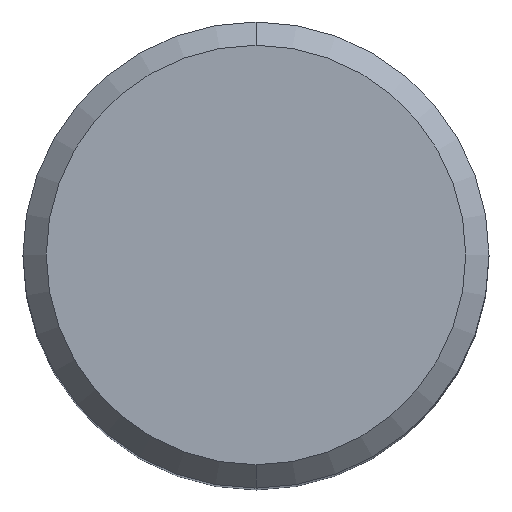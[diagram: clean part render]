
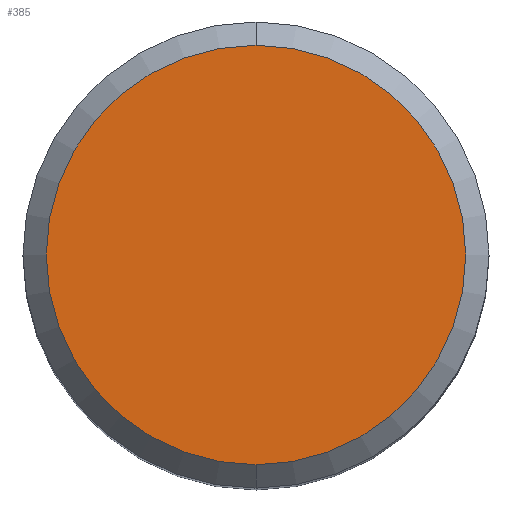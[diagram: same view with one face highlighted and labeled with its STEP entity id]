
A CAD part, top view. The second image highlights one B-rep face of the part: STEP entity #385.
In plain terms, the highlighted planar face has unit normal (0, 0, 1).
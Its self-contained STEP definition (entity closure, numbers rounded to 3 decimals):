
#193=EDGE_CURVE('',#253,#199,#495,.T.);
#199=VERTEX_POINT('',#501);
#253=VERTEX_POINT('',#559);
#385=ADVANCED_FACE('',(#705),#706,.T.);
#439=EDGE_CURVE('',#199,#253,#764,.T.);
#495=CIRCLE('',#834,9.0);
#501=CARTESIAN_POINT('',(0.,-9.0,0.0));
#559=CARTESIAN_POINT('',(0.0,9.0,0.0));
#705=FACE_OUTER_BOUND('',#1382,.T.);
#706=PLANE('',#1383);
#764=CIRCLE('',#1556,9.0);
#834=AXIS2_PLACEMENT_3D('',#1608,#1609,#1610);
#1382=EDGE_LOOP('',(#1848,#1849));
#1383=AXIS2_PLACEMENT_3D('',#1850,#1851,#1852);
#1556=AXIS2_PLACEMENT_3D('',#1893,#1894,#1895);
#1608=CARTESIAN_POINT('',(0.0,0.0,0.0));
#1609=DIRECTION('',(0.0,0.0,-1.0));
#1610=DIRECTION('',(0.0,1.0,0.0));
#1848=ORIENTED_EDGE('',*,*,#193,.F.);
#1849=ORIENTED_EDGE('',*,*,#439,.F.);
#1850=CARTESIAN_POINT('',(0.0,4.5,0.0));
#1851=DIRECTION('',(-0.0,0.0,1.0));
#1852=DIRECTION('',(0.0,-1.0,0.0));
#1893=CARTESIAN_POINT('',(0.0,0.0,0.0));
#1894=DIRECTION('',(0.0,0.0,-1.0));
#1895=DIRECTION('',(0.0,1.0,0.0));
